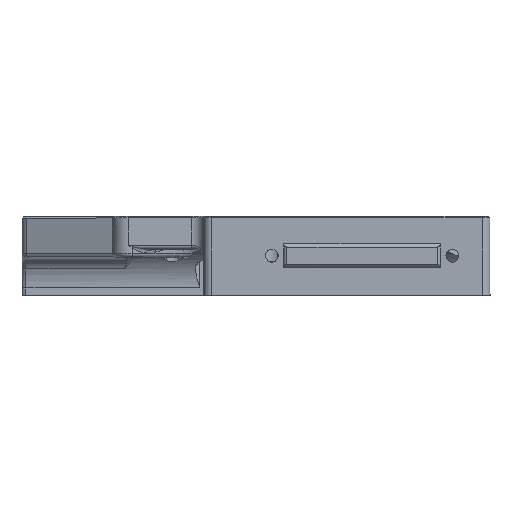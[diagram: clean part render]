
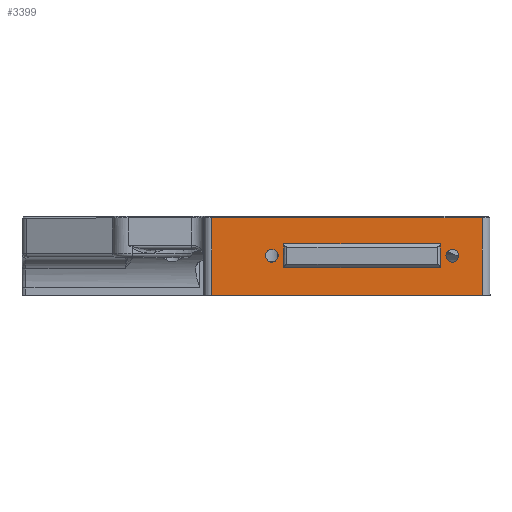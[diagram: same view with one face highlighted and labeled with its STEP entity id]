
A CAD part, top view. The second image highlights one B-rep face of the part: STEP entity #3399.
In plain terms, the highlighted planar face has unit normal (0, 0, 1).
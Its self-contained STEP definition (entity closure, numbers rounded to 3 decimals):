
#146=FACE_BOUND('',#1130,.T.);
#147=FACE_BOUND('',#1131,.T.);
#148=FACE_BOUND('',#1132,.T.);
#186=PLANE('',#3716);
#336=LINE('',#5616,#596);
#376=LINE('',#5729,#636);
#377=LINE('',#5733,#637);
#378=LINE('',#5734,#638);
#379=LINE('',#5737,#639);
#380=LINE('',#5739,#640);
#381=LINE('',#5741,#641);
#382=LINE('',#5742,#642);
#596=VECTOR('',#4338,10.);
#636=VECTOR('',#4452,10.);
#637=VECTOR('',#4457,10.);
#638=VECTOR('',#4458,10.);
#639=VECTOR('',#4459,10.);
#640=VECTOR('',#4460,10.);
#641=VECTOR('',#4461,10.);
#642=VECTOR('',#4462,10.);
#920=FACE_OUTER_BOUND('',#1129,.T.);
#1129=EDGE_LOOP('',(#2702,#2703,#2704,#2705));
#1130=EDGE_LOOP('',(#2706,#2707,#2708,#2709));
#1131=EDGE_LOOP('',(#2710));
#1132=EDGE_LOOP('',(#2711));
#1335=CIRCLE('',#3717,1.6);
#1336=CIRCLE('',#3718,1.6);
#1572=VERTEX_POINT('',#5612);
#1573=VERTEX_POINT('',#5614);
#1609=VERTEX_POINT('',#5728);
#1610=VERTEX_POINT('',#5732);
#1611=VERTEX_POINT('',#5735);
#1612=VERTEX_POINT('',#5736);
#1613=VERTEX_POINT('',#5738);
#1614=VERTEX_POINT('',#5740);
#1615=VERTEX_POINT('',#5743);
#1616=VERTEX_POINT('',#5745);
#1963=EDGE_CURVE('',#1573,#1572,#336,.T.);
#2019=EDGE_CURVE('',#1609,#1572,#376,.T.);
#2021=EDGE_CURVE('',#1610,#1573,#377,.T.);
#2022=EDGE_CURVE('',#1609,#1610,#378,.T.);
#2023=EDGE_CURVE('',#1611,#1612,#379,.T.);
#2024=EDGE_CURVE('',#1612,#1613,#380,.T.);
#2025=EDGE_CURVE('',#1613,#1614,#381,.T.);
#2026=EDGE_CURVE('',#1614,#1611,#382,.T.);
#2027=EDGE_CURVE('',#1615,#1615,#1335,.T.);
#2028=EDGE_CURVE('',#1616,#1616,#1336,.T.);
#2702=ORIENTED_EDGE('',*,*,#1963,.F.);
#2703=ORIENTED_EDGE('',*,*,#2021,.F.);
#2704=ORIENTED_EDGE('',*,*,#2022,.F.);
#2705=ORIENTED_EDGE('',*,*,#2019,.T.);
#2706=ORIENTED_EDGE('',*,*,#2023,.T.);
#2707=ORIENTED_EDGE('',*,*,#2024,.T.);
#2708=ORIENTED_EDGE('',*,*,#2025,.T.);
#2709=ORIENTED_EDGE('',*,*,#2026,.T.);
#2710=ORIENTED_EDGE('',*,*,#2027,.T.);
#2711=ORIENTED_EDGE('',*,*,#2028,.T.);
#3399=ADVANCED_FACE('',(#920,#146,#147,#148),#186,.T.);
#3716=AXIS2_PLACEMENT_3D('',#5731,#4455,#4456);
#3717=AXIS2_PLACEMENT_3D('',#5744,#4463,#4464);
#3718=AXIS2_PLACEMENT_3D('',#5746,#4465,#4466);
#4338=DIRECTION('',(1.,0.,0.));
#4452=DIRECTION('',(0.,1.,0.));
#4455=DIRECTION('center_axis',(0.,0.,
1.));
#4456=DIRECTION('ref_axis',(1.,0.,0.));
#4457=DIRECTION('',(0.,1.,0.));
#4458=DIRECTION('',(-1.,0.,0.));
#4459=DIRECTION('',(1.,0.,0.));
#4460=DIRECTION('',(0.,-1.,0.));
#4461=DIRECTION('',(-1.,0.,0.));
#4462=DIRECTION('',(0.,1.,0.));
#4463=DIRECTION('center_axis',(0.,0.,
-1.));
#4464=DIRECTION('ref_axis',(-1.,0.,0.));
#4465=DIRECTION('center_axis',(0.,0.,
-1.));
#4466=DIRECTION('ref_axis',(-1.,0.,0.));
#5612=CARTESIAN_POINT('',(82.999,-18.4,-58.096));
#5614=CARTESIAN_POINT('',(14.8,-18.4,-58.096));
#5616=CARTESIAN_POINT('',(21.399,-18.4,-58.096));
#5728=CARTESIAN_POINT('',(82.999,-38.,-58.096));
#5729=CARTESIAN_POINT('',(82.999,-38.,-58.096));
#5731=CARTESIAN_POINT('Origin',(15.8,-38.,-58.096));
#5732=CARTESIAN_POINT('',(14.8,-38.,-58.096));
#5733=CARTESIAN_POINT('',(14.8,-28.,-58.096));
#5734=CARTESIAN_POINT('',(69.499,-38.,-58.096));
#5735=CARTESIAN_POINT('',(32.999,-25.,-58.096));
#5736=CARTESIAN_POINT('',(72.499,-25.,-58.096));
#5737=CARTESIAN_POINT('',(44.149,-25.,-58.096));
#5738=CARTESIAN_POINT('',(72.499,-31.,-58.096));
#5739=CARTESIAN_POINT('',(72.499,-34.5,-58.096));
#5740=CARTESIAN_POINT('',(32.999,-31.,-58.096));
#5741=CARTESIAN_POINT('',(24.399,-31.,-58.096));
#5742=CARTESIAN_POINT('',(32.999,-31.5,-58.096));
#5743=CARTESIAN_POINT('',(77.099,-28.,-58.096));
#5744=CARTESIAN_POINT('Origin',(75.499,-28.,-58.096));
#5745=CARTESIAN_POINT('',(31.599,-28.,-58.096));
#5746=CARTESIAN_POINT('Origin',(29.999,-28.,-58.096));
